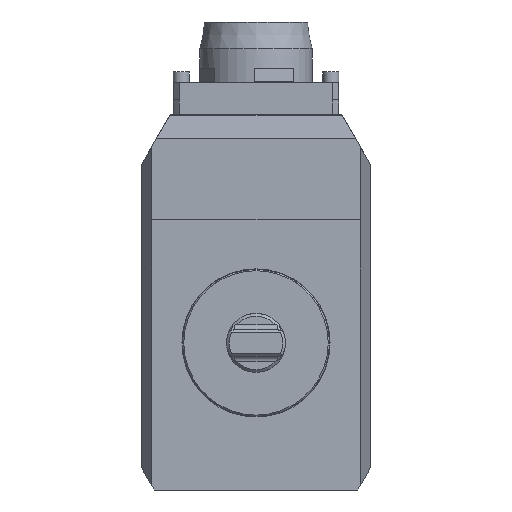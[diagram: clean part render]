
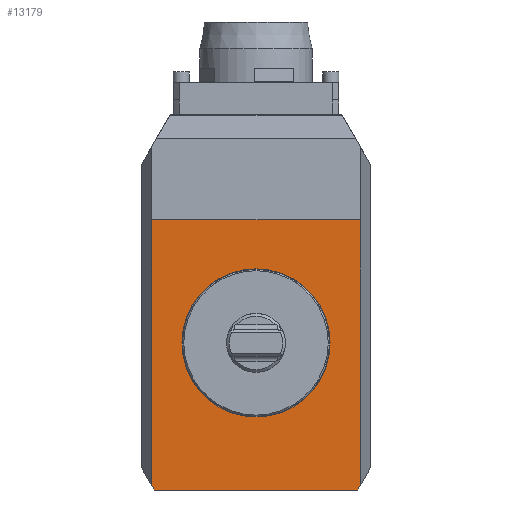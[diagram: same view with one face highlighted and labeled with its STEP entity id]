
A CAD part, front view. The second image highlights one B-rep face of the part: STEP entity #13179.
In plain terms, the highlighted planar face has unit normal (0, -1, 0).
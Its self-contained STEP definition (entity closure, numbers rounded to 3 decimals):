
#621 = DIRECTION ( 'NONE',  ( 0., -1., 0. ) ) ;
#1419 = CIRCLE ( 'NONE', #13255, 27.495 ) ;
#2399 = EDGE_CURVE ( 'NONE', #24321, #23802, #11639, .T. ) ;
#2588 = FACE_OUTER_BOUND ( 'NONE', #12964, .T. ) ;
#2608 = DIRECTION ( 'NONE',  ( 0.5, 0., 0.866 ) ) ;
#3168 = DIRECTION ( 'NONE',  ( 1., 0., 0. ) ) ;
#3951 = VECTOR ( 'NONE', #3963, 1000. ) ;
#3963 = DIRECTION ( 'NONE',  ( 1., 0., 0. ) ) ;
#4353 = CARTESIAN_POINT ( 'NONE',  ( -37.404, -23., -55. ) ) ;
#5255 = DIRECTION ( 'NONE',  ( 0., 0., 1. ) ) ;
#5437 = EDGE_CURVE ( 'NONE', #23802, #23649, #5929, .T. ) ;
#5929 = LINE ( 'NONE', #8189, #3951 ) ;
#7217 = DIRECTION ( 'NONE',  ( 0., -1., 0. ) ) ;
#7416 = CARTESIAN_POINT ( 'NONE',  ( 39.577, -23., 46. ) ) ;
#7906 = ORIENTED_EDGE ( 'NONE', *, *, #13583, .T. ) ;
#8042 = EDGE_CURVE ( 'NONE', #10268, #23649, #15910, .T. ) ;
#8100 = CARTESIAN_POINT ( 'NONE',  ( -38.385, -23., -53.301 ) ) ;
#8189 = CARTESIAN_POINT ( 'NONE',  ( 43.596, -23., 46. ) ) ;
#8658 = DIRECTION ( 'NONE',  ( 0., 0., -1. ) ) ;
#8957 = ORIENTED_EDGE ( 'NONE', *, *, #8042, .T. ) ;
#9434 = VECTOR ( 'NONE', #2608, 1000. ) ;
#9602 = VECTOR ( 'NONE', #12536, 1000. ) ;
#9968 = EDGE_CURVE ( 'NONE', #22213, #22015, #12990, .T. ) ;
#10268 = VERTEX_POINT ( 'NONE', #21760 ) ;
#10555 = LINE ( 'NONE', #14893, #9434 ) ;
#10570 = CARTESIAN_POINT ( 'NONE',  ( 38.596, -23., -55. ) ) ;
#10674 = PLANE ( 'NONE',  #20557 ) ;
#10999 = CARTESIAN_POINT ( 'NONE',  ( 28.091, -23., 0. ) ) ;
#11009 = CARTESIAN_POINT ( 'NONE',  ( 38.596, -23., -55. ) ) ;
#11639 = LINE ( 'NONE', #21118, #16503 ) ;
#12082 = CARTESIAN_POINT ( 'NONE',  ( -38.385, -23., 46. ) ) ;
#12536 = DIRECTION ( 'NONE',  ( 0., 0., 1. ) ) ;
#12964 = EDGE_LOOP ( 'NONE', ( #8957, #17123, #14738, #13516, #17274, #7906 ) ) ;
#12990 = LINE ( 'NONE', #11009, #13705 ) ;
#13179 = ADVANCED_FACE ( 'Defeature completata1_3', ( #2588, #16842 ), #10674, .T. ) ;
#13255 = AXIS2_PLACEMENT_3D ( 'NONE', #17377, #7217, #15282 ) ;
#13516 = ORIENTED_EDGE ( 'NONE', *, *, #16128, .T. ) ;
#13583 = EDGE_CURVE ( 'NONE', #22015, #10268, #10555, .T. ) ;
#13643 = VECTOR ( 'NONE', #22059, 1000. ) ;
#13705 = VECTOR ( 'NONE', #3168, 1000. ) ;
#14738 = ORIENTED_EDGE ( 'NONE', *, *, #2399, .F. ) ;
#14893 = CARTESIAN_POINT ( 'NONE',  ( 43.596, -23., -46.34 ) ) ;
#15282 = DIRECTION ( 'NONE',  ( 1., 0., 0. ) ) ;
#15910 = LINE ( 'NONE', #16700, #9602 ) ;
#16128 = EDGE_CURVE ( 'NONE', #24321, #22213, #20340, .T. ) ;
#16503 = VECTOR ( 'NONE', #5255, 1000. ) ;
#16700 = CARTESIAN_POINT ( 'NONE',  ( 39.577, -23., -55. ) ) ;
#16842 = FACE_BOUND ( 'NONE', #18117, .T. ) ;
#17123 = ORIENTED_EDGE ( 'NONE', *, *, #5437, .F. ) ;
#17274 = ORIENTED_EDGE ( 'NONE', *, *, #9968, .T. ) ;
#17377 = CARTESIAN_POINT ( 'NONE',  ( 0.596, -23., 0. ) ) ;
#18117 = EDGE_LOOP ( 'NONE', ( #25983 ) ) ;
#18699 = CARTESIAN_POINT ( 'NONE',  ( 0.596, -23., -92.5 ) ) ;
#19385 = EDGE_CURVE ( 'NONE', #21255, #21255, #1419, .T. ) ;
#19891 = CARTESIAN_POINT ( 'NONE',  ( -37.404, -23., -55. ) ) ;
#20340 = LINE ( 'NONE', #4353, #13643 ) ;
#20557 = AXIS2_PLACEMENT_3D ( 'NONE', #18699, #621, #8658 ) ;
#21118 = CARTESIAN_POINT ( 'NONE',  ( -38.385, -23., -55. ) ) ;
#21255 = VERTEX_POINT ( 'NONE', #10999 ) ;
#21760 = CARTESIAN_POINT ( 'NONE',  ( 39.577, -23., -53.301 ) ) ;
#22015 = VERTEX_POINT ( 'NONE', #10570 ) ;
#22059 = DIRECTION ( 'NONE',  ( 0.5, 0., -0.866 ) ) ;
#22213 = VERTEX_POINT ( 'NONE', #19891 ) ;
#23649 = VERTEX_POINT ( 'NONE', #7416 ) ;
#23802 = VERTEX_POINT ( 'NONE', #12082 ) ;
#24321 = VERTEX_POINT ( 'NONE', #8100 ) ;
#25983 = ORIENTED_EDGE ( 'NONE', *, *, #19385, .F. ) ;
